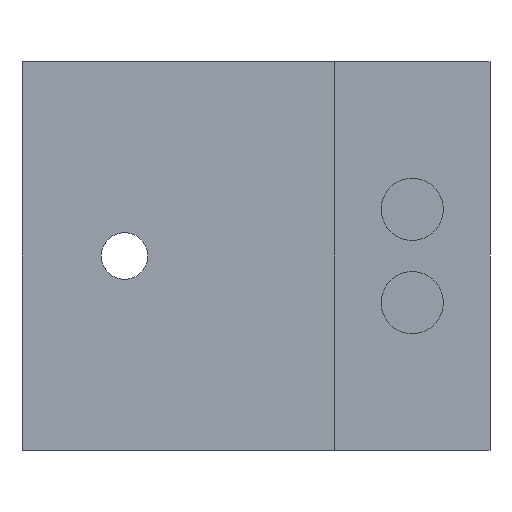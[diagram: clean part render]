
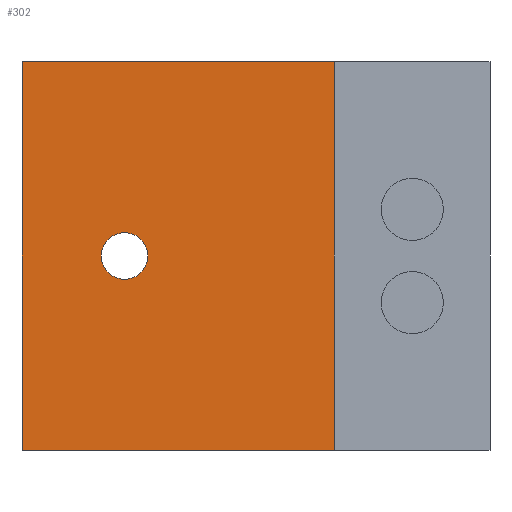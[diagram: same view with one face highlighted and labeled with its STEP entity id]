
A CAD part, front view. The second image highlights one B-rep face of the part: STEP entity #302.
In plain terms, the highlighted planar face has unit normal (0, -1, 0).
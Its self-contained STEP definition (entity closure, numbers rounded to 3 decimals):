
#23=FACE_BOUND('',#60,.T.);
#29=CIRCLE('',#344,1.5);
#41=FACE_OUTER_BOUND('',#59,.T.);
#59=EDGE_LOOP('',(#232,#233,#234,#235));
#60=EDGE_LOOP('',(#236));
#87=LINE('',#486,#120);
#90=LINE('',#492,#123);
#91=LINE('',#493,#124);
#92=LINE('',#494,#125);
#120=VECTOR('',#401,10.);
#123=VECTOR('',#406,10.);
#124=VECTOR('',#407,10.);
#125=VECTOR('',#408,10.);
#151=VERTEX_POINT('',#480);
#152=VERTEX_POINT('',#484);
#153=VERTEX_POINT('',#485);
#154=VERTEX_POINT('',#490);
#155=VERTEX_POINT('',#491);
#182=EDGE_CURVE('',#151,#151,#29,.T.);
#183=EDGE_CURVE('',#152,#153,#87,.T.);
#186=EDGE_CURVE('',#154,#155,#90,.T.);
#187=EDGE_CURVE('',#153,#155,#91,.T.);
#188=EDGE_CURVE('',#154,#152,#92,.T.);
#232=ORIENTED_EDGE('',*,*,#186,.T.);
#233=ORIENTED_EDGE('',*,*,#187,.F.);
#234=ORIENTED_EDGE('',*,*,#183,.F.);
#235=ORIENTED_EDGE('',*,*,#188,.F.);
#236=ORIENTED_EDGE('',*,*,#182,.F.);
#287=PLANE('',#346);
#302=ADVANCED_FACE('',(#41,#23),#287,.F.);
#344=AXIS2_PLACEMENT_3D('',#482,#397,#398);
#346=AXIS2_PLACEMENT_3D('',#489,#404,#405);
#397=DIRECTION('center_axis',(0.,-1.,0.));
#398=DIRECTION('ref_axis',(-1.,0.,0.));
#401=DIRECTION('',(0.,0.,1.));
#404=DIRECTION('center_axis',(0.,1.,0.));
#405=DIRECTION('ref_axis',(0.,0.,1.));
#406=DIRECTION('',(0.,0.,1.));
#407=DIRECTION('',(1.,0.,0.));
#408=DIRECTION('',(-1.,0.,0.));
#480=CARTESIAN_POINT('',(-503.19,73.331,261.935));
#482=CARTESIAN_POINT('Origin',(-504.69,73.331,261.935));
#484=CARTESIAN_POINT('',(-511.285,73.331,249.435));
#485=CARTESIAN_POINT('',(-511.285,73.331,274.435));
#486=CARTESIAN_POINT('',(-511.285,73.331,249.435));
#489=CARTESIAN_POINT('Origin',(-496.238,73.331,261.935));
#490=CARTESIAN_POINT('',(-491.19,73.331,249.435));
#491=CARTESIAN_POINT('',(-491.19,73.331,274.435));
#492=CARTESIAN_POINT('',(-491.19,73.331,249.435));
#493=CARTESIAN_POINT('',(-511.285,73.331,274.435));
#494=CARTESIAN_POINT('',(-481.19,73.331,249.435));
